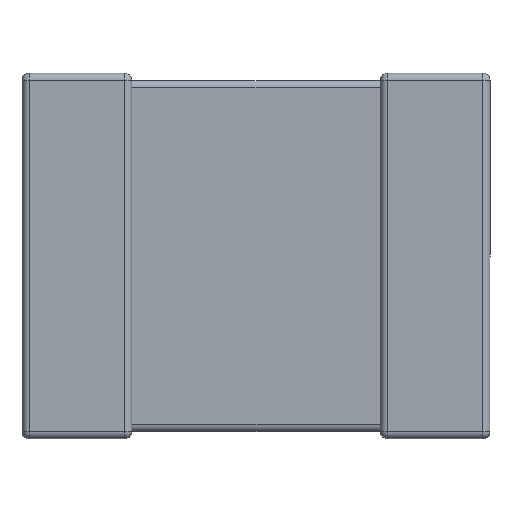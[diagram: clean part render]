
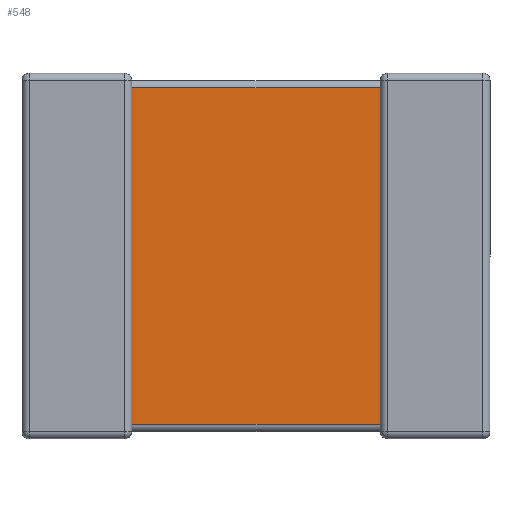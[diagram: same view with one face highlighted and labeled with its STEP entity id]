
A CAD part, front view. The second image highlights one B-rep face of the part: STEP entity #548.
In plain terms, the highlighted planar face has unit normal (0, -1, 0).
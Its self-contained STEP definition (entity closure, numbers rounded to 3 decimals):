
#57 = DIRECTION ( 'NONE',  ( -1., 0., 0. ) ) ;
#297 = VERTEX_POINT ( 'NONE', #2451 ) ;
#299 = CARTESIAN_POINT ( 'NONE',  ( 0., 0.05, 1.15 ) ) ;
#548 = ADVANCED_FACE ( 'NONE', ( #2540 ), #2772, .F. ) ;
#575 = CARTESIAN_POINT ( 'NONE',  ( 0., 0.05, -1.15 ) ) ;
#599 = CARTESIAN_POINT ( 'NONE',  ( 0., 0.05, 0. ) ) ;
#628 = VECTOR ( 'NONE', #57, 1000. ) ;
#635 = VECTOR ( 'NONE', #2300, 1000. ) ;
#687 = EDGE_CURVE ( 'NONE', #1586, #297, #734, .T. ) ;
#734 = LINE ( 'NONE', #575, #1719 ) ;
#784 = ORIENTED_EDGE ( 'NONE', *, *, #687, .T. ) ;
#856 = EDGE_CURVE ( 'NONE', #2978, #1586, #1582, .T. ) ;
#876 = CARTESIAN_POINT ( 'NONE',  ( -1.5, 0.05, -1.15 ) ) ;
#1196 = AXIS2_PLACEMENT_3D ( 'NONE', #599, #1836, #1305 ) ;
#1251 = ORIENTED_EDGE ( 'NONE', *, *, #2968, .T. ) ;
#1305 = DIRECTION ( 'NONE',  ( 0., 0., 1. ) ) ;
#1329 = CARTESIAN_POINT ( 'NONE',  ( -1.5, 0.05, 0. ) ) ;
#1551 = EDGE_LOOP ( 'NONE', ( #1792, #784, #2071, #1251 ) ) ;
#1582 = LINE ( 'NONE', #1329, #635 ) ;
#1586 = VERTEX_POINT ( 'NONE', #876 ) ;
#1605 = EDGE_CURVE ( 'NONE', #297, #2139, #3057, .T. ) ;
#1717 = CARTESIAN_POINT ( 'NONE',  ( -1.5, 0.05, 1.15 ) ) ;
#1719 = VECTOR ( 'NONE', #2263, 1000. ) ;
#1792 = ORIENTED_EDGE ( 'NONE', *, *, #856, .T. ) ;
#1836 = DIRECTION ( 'NONE',  ( 0., 1., 0. ) ) ;
#2071 = ORIENTED_EDGE ( 'NONE', *, *, #1605, .T. ) ;
#2099 = CARTESIAN_POINT ( 'NONE',  ( 1.5, 0.05, 0. ) ) ;
#2139 = VERTEX_POINT ( 'NONE', #2504 ) ;
#2263 = DIRECTION ( 'NONE',  ( 1., 0., 0. ) ) ;
#2300 = DIRECTION ( 'NONE',  ( 0., 0., -1. ) ) ;
#2451 = CARTESIAN_POINT ( 'NONE',  ( 1.5, 0.05, -1.15 ) ) ;
#2504 = CARTESIAN_POINT ( 'NONE',  ( 1.5, 0.05, 1.15 ) ) ;
#2540 = FACE_OUTER_BOUND ( 'NONE', #1551, .T. ) ;
#2654 = LINE ( 'NONE', #299, #628 ) ;
#2772 = PLANE ( 'NONE',  #1196 ) ;
#2819 = VECTOR ( 'NONE', #2828, 1000. ) ;
#2828 = DIRECTION ( 'NONE',  ( 0., 0., 1. ) ) ;
#2968 = EDGE_CURVE ( 'NONE', #2139, #2978, #2654, .T. ) ;
#2978 = VERTEX_POINT ( 'NONE', #1717 ) ;
#3057 = LINE ( 'NONE', #2099, #2819 ) ;
